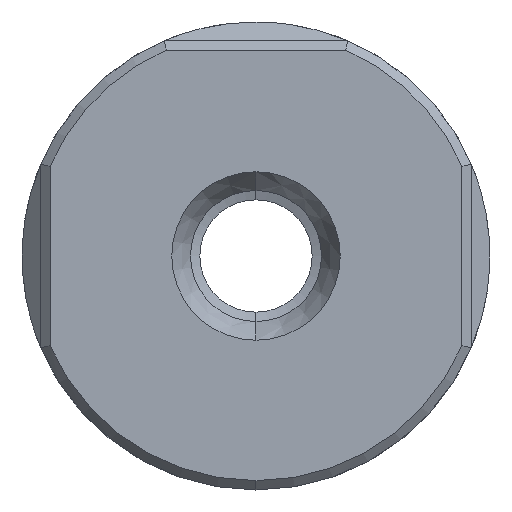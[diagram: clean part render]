
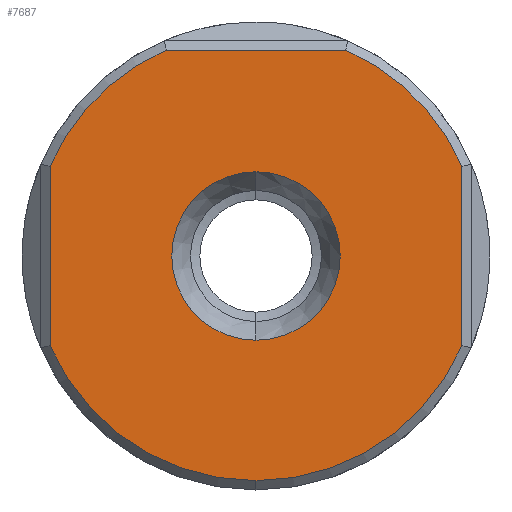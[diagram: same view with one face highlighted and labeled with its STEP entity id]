
A CAD part, left-side view. The second image highlights one B-rep face of the part: STEP entity #7687.
In plain terms, the highlighted planar face has unit normal (-1, 0, 0).
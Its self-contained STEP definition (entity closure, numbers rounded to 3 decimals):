
#370 = CARTESIAN_POINT ( 'NONE',  ( 0., -11., -4.796 ) ) ;
#412 = CARTESIAN_POINT ( 'NONE',  ( 0., 0., 4.5 ) ) ;
#564 = EDGE_CURVE ( 'NONE', #7760, #4251, #2049, .T. ) ;
#642 = CIRCLE ( 'NONE', #2035, 12. ) ;
#797 = CARTESIAN_POINT ( 'NONE',  ( 0., 0., -4.5 ) ) ;
#844 = DIRECTION ( 'NONE',  ( -1., 0., 0. ) ) ;
#877 = CARTESIAN_POINT ( 'NONE',  ( 0., 11., -4.796 ) ) ;
#1137 = LINE ( 'NONE', #3327, #8134 ) ;
#1326 = CARTESIAN_POINT ( 'NONE',  ( 0., 0., 0. ) ) ;
#1337 = AXIS2_PLACEMENT_3D ( 'NONE', #1326, #6460, #5764 ) ;
#1426 = VERTEX_POINT ( 'NONE', #3105 ) ;
#1446 = CARTESIAN_POINT ( 'NONE',  ( 0., 0., 0. ) ) ;
#1518 = CARTESIAN_POINT ( 'NONE',  ( 0., 4.5, 0. ) ) ;
#1642 = EDGE_CURVE ( 'NONE', #8160, #6389, #1137, .T. ) ;
#1662 = DIRECTION ( 'NONE',  ( 0., 0., 1. ) ) ;
#1673 = AXIS2_PLACEMENT_3D ( 'NONE', #2827, #3612, #7319 ) ;
#1966 = FACE_OUTER_BOUND ( 'NONE', #5604, .T. ) ;
#2003 = ORIENTED_EDGE ( 'NONE', *, *, #1642, .T. ) ;
#2034 = EDGE_CURVE ( 'NONE', #3177, #8160, #3903, .T. ) ;
#2035 = AXIS2_PLACEMENT_3D ( 'NONE', #3983, #5424, #1662 ) ;
#2049 = CIRCLE ( 'NONE', #3210, 4.5 ) ;
#2061 = ORIENTED_EDGE ( 'NONE', *, *, #564, .T. ) ;
#2176 = DIRECTION ( 'NONE',  ( 0., 0., -1. ) ) ;
#2493 = ORIENTED_EDGE ( 'NONE', *, *, #2034, .T. ) ;
#2550 = DIRECTION ( 'NONE',  ( 0., 0., 1. ) ) ;
#2560 = CIRCLE ( 'NONE', #8902, 12. ) ;
#2598 = EDGE_CURVE ( 'NONE', #1426, #8391, #642, .T. ) ;
#2827 = CARTESIAN_POINT ( 'NONE',  ( 0., 0., 0. ) ) ;
#2829 = EDGE_CURVE ( 'NONE', #7509, #7470, #3651, .T. ) ;
#2899 = ORIENTED_EDGE ( 'NONE', *, *, #2829, .T. ) ;
#2979 = EDGE_CURVE ( 'NONE', #7470, #3177, #8345, .T. ) ;
#3003 = CIRCLE ( 'NONE', #1337, 4.5 ) ;
#3105 = CARTESIAN_POINT ( 'NONE',  ( 0., 0., -12. ) ) ;
#3177 = VERTEX_POINT ( 'NONE', #7866 ) ;
#3208 = CARTESIAN_POINT ( 'NONE',  ( 0., 4.899, 11. ) ) ;
#3210 = AXIS2_PLACEMENT_3D ( 'NONE', #1446, #7292, #2176 ) ;
#3278 = LINE ( 'NONE', #9344, #8213 ) ;
#3327 = CARTESIAN_POINT ( 'NONE',  ( 0., 11., -4.899 ) ) ;
#3612 = DIRECTION ( 'NONE',  ( -1., 0., 0. ) ) ;
#3651 = CIRCLE ( 'NONE', #1673, 12. ) ;
#3869 = DIRECTION ( 'NONE',  ( 0., 0., 1. ) ) ;
#3903 = CIRCLE ( 'NONE', #5744, 12. ) ;
#3983 = CARTESIAN_POINT ( 'NONE',  ( 0., 0., 0. ) ) ;
#4108 = ORIENTED_EDGE ( 'NONE', *, *, #2979, .T. ) ;
#4251 = VERTEX_POINT ( 'NONE', #412 ) ;
#4644 = ORIENTED_EDGE ( 'NONE', *, *, #4948, .T. ) ;
#4948 = EDGE_CURVE ( 'NONE', #8391, #7509, #3278, .T. ) ;
#4991 = ORIENTED_EDGE ( 'NONE', *, *, #5382, .T. ) ;
#5310 = PLANE ( 'NONE',  #8553 ) ;
#5382 = EDGE_CURVE ( 'NONE', #6389, #1426, #2560, .T. ) ;
#5424 = DIRECTION ( 'NONE',  ( -1., 0., 0. ) ) ;
#5563 = CARTESIAN_POINT ( 'NONE',  ( 0., -4.796, 11. ) ) ;
#5604 = EDGE_LOOP ( 'NONE', ( #2003, #4991, #8969, #4644, #2899, #4108, #2493 ) ) ;
#5738 = DIRECTION ( 'NONE',  ( 0., 0., -1. ) ) ;
#5744 = AXIS2_PLACEMENT_3D ( 'NONE', #6215, #844, #2550 ) ;
#5764 = DIRECTION ( 'NONE',  ( 0., 0., -1. ) ) ;
#6048 = CARTESIAN_POINT ( 'NONE',  ( 0., 0., 0. ) ) ;
#6210 = CARTESIAN_POINT ( 'NONE',  ( 0., -11., 4.796 ) ) ;
#6215 = CARTESIAN_POINT ( 'NONE',  ( 0., 0., 0. ) ) ;
#6389 = VERTEX_POINT ( 'NONE', #877 ) ;
#6460 = DIRECTION ( 'NONE',  ( 1., 0., 0. ) ) ;
#6787 = DIRECTION ( 'NONE',  ( 0., 0., 1. ) ) ;
#6806 = DIRECTION ( 'NONE',  ( 0., 1., 0. ) ) ;
#7292 = DIRECTION ( 'NONE',  ( 1., 0., 0. ) ) ;
#7319 = DIRECTION ( 'NONE',  ( 0., 0., 1. ) ) ;
#7405 = DIRECTION ( 'NONE',  ( -1., 0., 0. ) ) ;
#7470 = VERTEX_POINT ( 'NONE', #5563 ) ;
#7509 = VERTEX_POINT ( 'NONE', #6210 ) ;
#7687 = ADVANCED_FACE ( 'NONE', ( #1966, #8871 ), #5310, .T. ) ;
#7746 = EDGE_LOOP ( 'NONE', ( #9102, #2061 ) ) ;
#7760 = VERTEX_POINT ( 'NONE', #797 ) ;
#7866 = CARTESIAN_POINT ( 'NONE',  ( 0., 4.796, 11. ) ) ;
#8065 = EDGE_CURVE ( 'NONE', #4251, #7760, #3003, .T. ) ;
#8134 = VECTOR ( 'NONE', #5738, 1000. ) ;
#8160 = VERTEX_POINT ( 'NONE', #9561 ) ;
#8213 = VECTOR ( 'NONE', #6787, 1000. ) ;
#8244 = DIRECTION ( 'NONE',  ( 0., 0., 1. ) ) ;
#8345 = LINE ( 'NONE', #3208, #9391 ) ;
#8391 = VERTEX_POINT ( 'NONE', #370 ) ;
#8553 = AXIS2_PLACEMENT_3D ( 'NONE', #1518, #7405, #3869 ) ;
#8871 = FACE_BOUND ( 'NONE', #7746, .T. ) ;
#8902 = AXIS2_PLACEMENT_3D ( 'NONE', #6048, #9077, #8244 ) ;
#8969 = ORIENTED_EDGE ( 'NONE', *, *, #2598, .T. ) ;
#9077 = DIRECTION ( 'NONE',  ( -1., 0., 0. ) ) ;
#9102 = ORIENTED_EDGE ( 'NONE', *, *, #8065, .T. ) ;
#9344 = CARTESIAN_POINT ( 'NONE',  ( 0., -11., 4.899 ) ) ;
#9391 = VECTOR ( 'NONE', #6806, 1000. ) ;
#9561 = CARTESIAN_POINT ( 'NONE',  ( 0., 11., 4.796 ) ) ;
